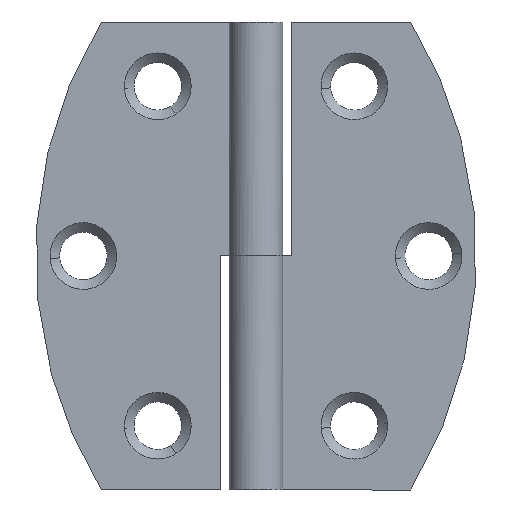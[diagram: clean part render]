
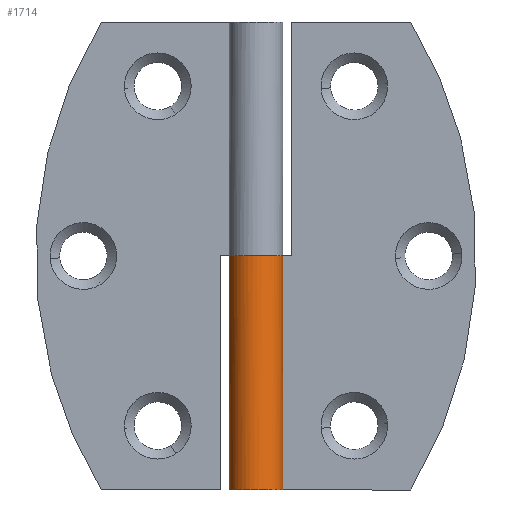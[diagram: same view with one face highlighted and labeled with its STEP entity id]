
A CAD part, front view. The second image highlights one B-rep face of the part: STEP entity #1714.
In plain terms, the highlighted free-form (B-spline) face has degree [1, 2] with [2, 7] control points.
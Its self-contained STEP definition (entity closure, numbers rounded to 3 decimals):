
#1442=CARTESIAN_POINT('',(0.0,2.25,19.65));
#1443=VERTEX_POINT('',#1442);
#1449=CARTESIAN_POINT('',(1.903,1.2,19.65));
#1450=VERTEX_POINT('',#1449);
#1451=CARTESIAN_POINT('',(0.0,2.25,19.65));
#1452=CARTESIAN_POINT('',(-1.744,2.25,19.65));
#1453=CARTESIAN_POINT('',(-2.179,0.561,19.65));
#1454=CARTESIAN_POINT('',(-2.614,-1.128,19.65));
#1455=CARTESIAN_POINT('',(-1.087,-1.97,19.65));
#1456=CARTESIAN_POINT('',(0.44,-2.812,19.65));
#1457=CARTESIAN_POINT('',(1.637,-1.544,19.65));
#1458=CARTESIAN_POINT('',(2.833,-0.275,19.65));
#1459=CARTESIAN_POINT('',(1.903,1.2,19.65));
#1467=(BOUNDED_CURVE()B_SPLINE_CURVE(2,(#1451,#1452,#1453,#1454,#1455,#1456,#1457,#1458,#1459),.UNSPECIFIED.,.F.,.U.)B_SPLINE_CURVE_WITH_KNOTS((3,2,2,2,3),(0.0,0.25,0.5,0.75,1.0),.UNSPECIFIED.)CURVE()GEOMETRIC_REPRESENTATION_ITEM()RATIONAL_B_SPLINE_CURVE((1.0,0.79,1.0,0.79,1.0,0.79,1.0,0.79,1.0))REPRESENTATION_ITEM(''));
#1468=EDGE_CURVE('',#1443,#1450,#1467,.T.);
#1622=CARTESIAN_POINT('',(1.903,1.2,0.0));
#1623=VERTEX_POINT('',#1622);
#1629=CARTESIAN_POINT('',(0.,2.25,0.0));
#1630=VERTEX_POINT('',#1629);
#1631=CARTESIAN_POINT('',(1.903,1.2,0.0));
#1632=CARTESIAN_POINT('',(2.833,-0.275,0.0));
#1633=CARTESIAN_POINT('',(1.637,-1.544,0.0));
#1634=CARTESIAN_POINT('',(0.44,-2.812,0.0));
#1635=CARTESIAN_POINT('',(-1.087,-1.97,0.0));
#1636=CARTESIAN_POINT('',(-2.614,-1.128,0.0));
#1637=CARTESIAN_POINT('',(-2.179,0.561,0.0));
#1638=CARTESIAN_POINT('',(-1.744,2.25,0.0));
#1639=CARTESIAN_POINT('',(0.0,2.25,0.0));
#1647=(BOUNDED_CURVE()B_SPLINE_CURVE(2,(#1631,#1632,#1633,#1634,#1635,#1636,#1637,#1638,#1639),.UNSPECIFIED.,.F.,.U.)B_SPLINE_CURVE_WITH_KNOTS((3,2,2,2,3),(0.0,0.25,0.5,0.75,1.0),.UNSPECIFIED.)CURVE()GEOMETRIC_REPRESENTATION_ITEM()RATIONAL_B_SPLINE_CURVE((1.0,0.79,1.0,0.79,1.0,0.79,1.0,0.79,1.0))REPRESENTATION_ITEM(''));
#1648=EDGE_CURVE('',#1623,#1630,#1647,.T.);
#1678=CARTESIAN_POINT('',(0.02,2.25,20.141));
#1679=CARTESIAN_POINT('',(0.02,2.25,-0.504));
#1680=CARTESIAN_POINT('',(-2.759,2.274,20.141));
#1681=CARTESIAN_POINT('',(-2.759,2.274,-0.504));
#1682=CARTESIAN_POINT('',(-2.205,-0.449,20.141));
#1683=CARTESIAN_POINT('',(-2.205,-0.449,-0.504));
#1684=CARTESIAN_POINT('',(-1.651,-3.171,20.141));
#1685=CARTESIAN_POINT('',(-1.651,-3.171,-0.504));
#1686=CARTESIAN_POINT('',(0.897,-2.063,20.141));
#1687=CARTESIAN_POINT('',(0.897,-2.063,-0.504));
#1688=CARTESIAN_POINT('',(3.445,-0.955,20.141));
#1689=CARTESIAN_POINT('',(3.445,-0.955,-0.504));
#1690=CARTESIAN_POINT('',(1.832,1.307,20.141));
#1691=CARTESIAN_POINT('',(1.832,1.307,-0.504));
#1699=(BOUNDED_SURFACE()B_SPLINE_SURFACE(1,2,((#1678,#1680,#1682,#1684,#1686,#1688,#1690),(#1679,#1681,#1683,#1685,#1687,#1689,#1691)),.UNSPECIFIED.,.F.,.F.,.U.)B_SPLINE_SURFACE_WITH_KNOTS((2,2),(3,2,2,3),(0.0,20.645),(0.0,4.293,8.586,12.878),.UNSPECIFIED.)GEOMETRIC_REPRESENTATION_ITEM()RATIONAL_B_SPLINE_SURFACE(((1.0,0.629,1.0,0.629,1.0,0.629,1.0),(1.0,0.629,1.0,0.629,1.0,0.629,1.0)))REPRESENTATION_ITEM('')SURFACE());
#1700=CARTESIAN_POINT('',(1.903,1.2,19.65));
#1701=CARTESIAN_POINT('',(1.903,1.2,0.0));
#1702=QUASI_UNIFORM_CURVE('',1,(#1700,#1701),.UNSPECIFIED.,.F.,.U.);
#1703=EDGE_CURVE('',#1450,#1623,#1702,.T.);
#1704=ORIENTED_EDGE('',*,*,#1703,.F.);
#1705=ORIENTED_EDGE('',*,*,#1468,.F.);
#1706=CARTESIAN_POINT('',(0.0,2.25,19.65));
#1707=CARTESIAN_POINT('',(0.,2.25,0.0));
#1708=QUASI_UNIFORM_CURVE('',1,(#1706,#1707),.UNSPECIFIED.,.F.,.U.);
#1709=EDGE_CURVE('',#1443,#1630,#1708,.T.);
#1710=ORIENTED_EDGE('',*,*,#1709,.T.);
#1711=ORIENTED_EDGE('',*,*,#1648,.F.);
#1712=EDGE_LOOP('',(#1704,#1705,#1710,#1711));
#1713=FACE_OUTER_BOUND('',#1712,.T.);
#1714=ADVANCED_FACE('',(#1713),#1699,.T.);
